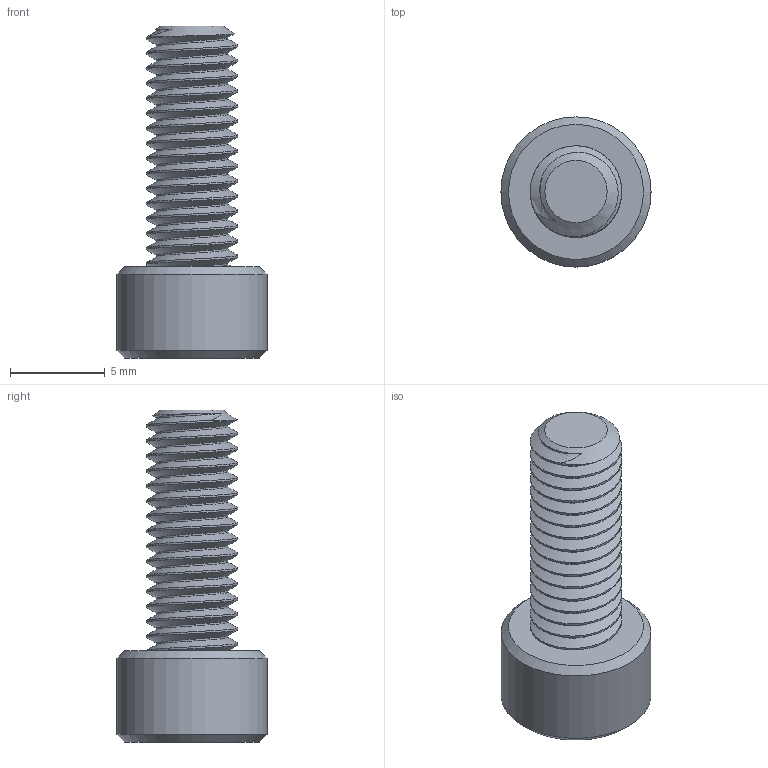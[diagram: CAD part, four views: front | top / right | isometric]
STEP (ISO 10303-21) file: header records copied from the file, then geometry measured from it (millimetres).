
FILE_DESCRIPTION(/* description */ (''),/* implementation_level */ '2;1');
FILE_NAME(/* name */ '10-32x0500 - Mcm 91251A342_91251A342.ipt.step',/* time_stamp */ '2017-01-05T11:48:33-08:00',/* author */ ('PhillipD'),/* organization */ (''),/* preprocessor_version */ 'ST-DEVELOPER v16.5',/* originating_system */ 'Autodesk Inventor 2017',/* authorisation */ '');
FILE_SCHEMA (('AUTOMOTIVE_DESIGN { 1 0 10303 214 3 1 1 }'));
Length unit declared in the file: millimetre
Products named in the file (1): 10-32x0500 - Mcm 91251A342_91251A342
Bounding box: 7.92 x 7.92 x 17.53 mm (x, y, z)
Volume: 369.2 mm3; surface area: 530.2 mm2
Topology: 1 solids, 1 shells, 24 faces, 47 edges, 27 vertices
Faces by surface type: plane 10, cone 9, cylinder 3, bspline 2
Full cylindrical faces by diameter (mm): 7.925 x1
Entity records: 3577 total; most frequent: CARTESIAN_POINT 3109, DIRECTION 88, ORIENTED_EDGE 82, EDGE_CURVE 41, AXIS2_PLACEMENT_3D 38, EDGE_LOOP 30, VERTEX_POINT 25, FACE_OUTER_BOUND 24
